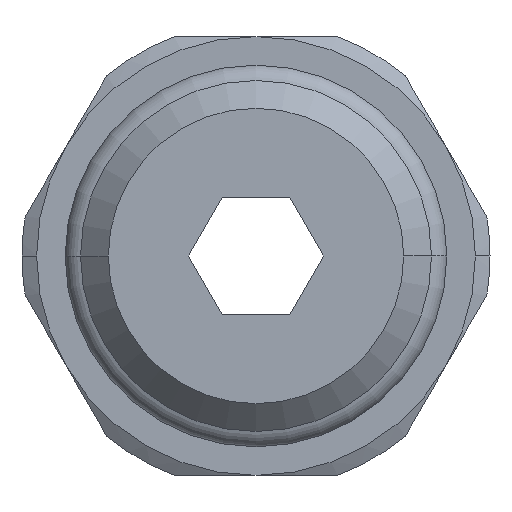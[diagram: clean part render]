
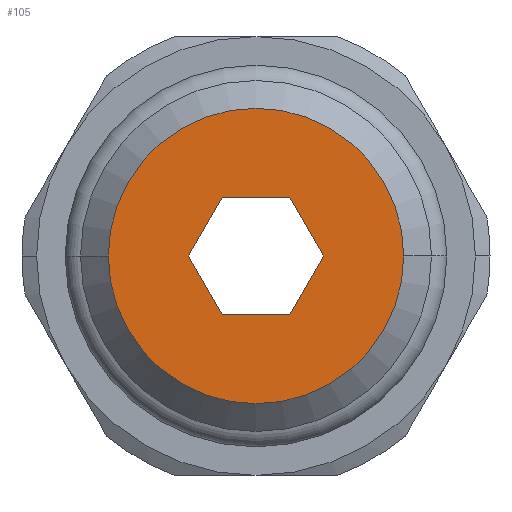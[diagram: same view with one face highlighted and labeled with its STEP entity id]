
A CAD part, front view. The second image highlights one B-rep face of the part: STEP entity #105.
In plain terms, the highlighted planar face has unit normal (0, -1, 0).
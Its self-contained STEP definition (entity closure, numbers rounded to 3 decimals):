
#105=ADVANCED_FACE('',(#237,#238),#239,.T.);
#237=FACE_BOUND('',#377,.T.);
#238=FACE_OUTER_BOUND('',#378,.T.);
#239=PLANE('',#379);
#377=EDGE_LOOP('',(#844,#845,#846,#847,#848,#849));
#378=EDGE_LOOP('',(#850,#851));
#379=AXIS2_PLACEMENT_3D('',#852,#853,#854);
#844=ORIENTED_EDGE('',*,*,#969,.T.);
#845=ORIENTED_EDGE('',*,*,#966,.T.);
#846=ORIENTED_EDGE('',*,*,#963,.T.);
#847=ORIENTED_EDGE('',*,*,#960,.T.);
#848=ORIENTED_EDGE('',*,*,#975,.T.);
#849=ORIENTED_EDGE('',*,*,#972,.T.);
#850=ORIENTED_EDGE('',*,*,#912,.F.);
#851=ORIENTED_EDGE('',*,*,#1045,.F.);
#852=CARTESIAN_POINT('',(-2.525,0.,0.0));
#853=DIRECTION('',(0.,-1.0,0.0));
#854=DIRECTION('',(1.0,0.,-0.0));
#912=EDGE_CURVE('',#1076,#1078,#1079,.T.);
#960=EDGE_CURVE('',#1168,#1166,#1169,.T.);
#963=EDGE_CURVE('',#1173,#1168,#1174,.T.);
#966=EDGE_CURVE('',#1178,#1173,#1179,.T.);
#969=EDGE_CURVE('',#1183,#1178,#1184,.T.);
#972=EDGE_CURVE('',#1188,#1183,#1189,.T.);
#975=EDGE_CURVE('',#1166,#1188,#1192,.T.);
#1045=EDGE_CURVE('',#1078,#1076,#1293,.T.);
#1076=VERTEX_POINT('',#1332);
#1078=VERTEX_POINT('',#1335);
#1079=CIRCLE('',#1336,5.05);
#1166=VERTEX_POINT('',#1485);
#1168=VERTEX_POINT('',#1488);
#1169=LINE('',#1489,#1490);
#1173=VERTEX_POINT('',#1496);
#1174=LINE('',#1497,#1498);
#1178=VERTEX_POINT('',#1504);
#1179=LINE('',#1505,#1506);
#1183=VERTEX_POINT('',#1512);
#1184=LINE('',#1513,#1514);
#1188=VERTEX_POINT('',#1520);
#1189=LINE('',#1521,#1522);
#1192=LINE('',#1527,#1528);
#1293=CIRCLE('',#1859,5.05);
#1332=CARTESIAN_POINT('',(-5.05,0.,0.0));
#1335=CARTESIAN_POINT('',(5.05,0.0,0.));
#1336=AXIS2_PLACEMENT_3D('',#1891,#1892,#1893);
#1485=CARTESIAN_POINT('',(-2.309,0.0,0.));
#1488=CARTESIAN_POINT('',(-1.155,0.0,-2.0));
#1489=CARTESIAN_POINT('',(-2.048,0.,-0.453));
#1490=VECTOR('',#1985,1.0);
#1496=CARTESIAN_POINT('',(1.155,0.0,-2.0));
#1497=CARTESIAN_POINT('',(-1.263,0.0,-2.0));
#1498=VECTOR('',#1988,1.0);
#1504=CARTESIAN_POINT('',(2.309,0.0,0.));
#1505=CARTESIAN_POINT('',(1.416,0.0,-1.547));
#1506=VECTOR('',#1991,1.0);
#1512=CARTESIAN_POINT('',(1.155,0.0,2.0));
#1513=CARTESIAN_POINT('',(1.416,0.,1.547));
#1514=VECTOR('',#1994,1.0);
#1520=CARTESIAN_POINT('',(-1.155,0.0,2.0));
#1521=CARTESIAN_POINT('',(-1.263,0.0,2.0));
#1522=VECTOR('',#1997,1.0);
#1527=CARTESIAN_POINT('',(-2.048,0.0,0.453));
#1528=VECTOR('',#2000,1.0);
#1859=AXIS2_PLACEMENT_3D('',#2128,#2129,#2130);
#1891=CARTESIAN_POINT('',(0.0,0.0,0.0));
#1892=DIRECTION('',(0.0,1.0,0.0));
#1893=DIRECTION('',(-1.0,0.0,0.0));
#1985=DIRECTION('',(-0.5,0.,0.866));
#1988=DIRECTION('',(-1.0,0.,0.0));
#1991=DIRECTION('',(-0.5,0.,-0.866));
#1994=DIRECTION('',(0.5,0.,-0.866));
#1997=DIRECTION('',(1.0,0.,0.));
#2000=DIRECTION('',(0.5,0.,0.866));
#2128=CARTESIAN_POINT('',(0.0,0.0,0.0));
#2129=DIRECTION('',(0.0,1.0,0.0));
#2130=DIRECTION('',(-1.0,0.0,0.0));
